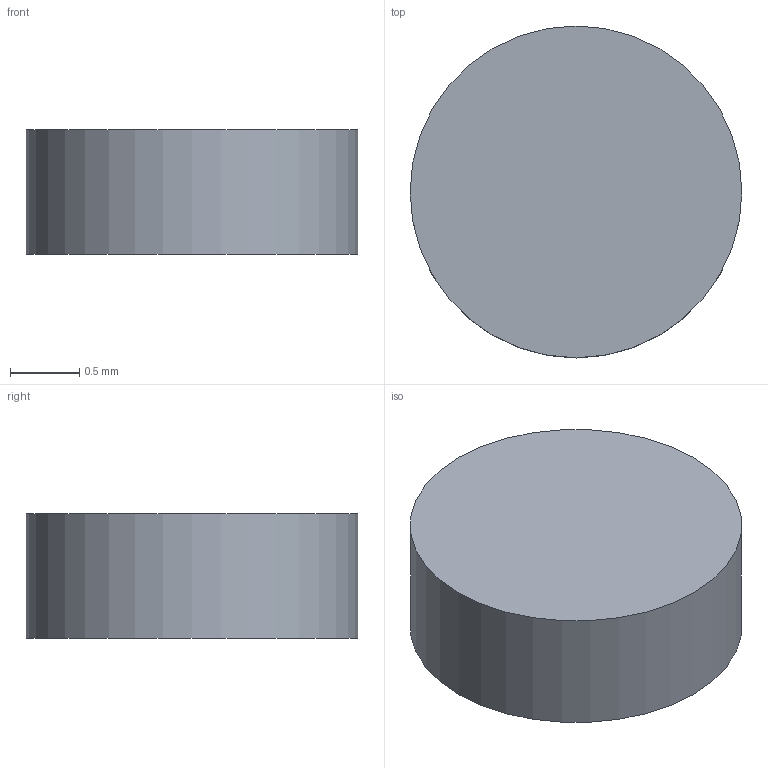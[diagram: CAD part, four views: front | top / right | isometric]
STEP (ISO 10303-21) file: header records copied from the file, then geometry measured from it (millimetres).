
FILE_DESCRIPTION(/* description */ (''),/* implementation_level */ '2;1');
FILE_NAME(/* name */ 'Broadcom - 4-PLCC LENS.step',/* time_stamp */ '2020-04-17T14:52:26+01:00',/* author */ (''),/* organization */ (''),/* preprocessor_version */ 'ST-DEVELOPER v18.1',/* originating_system */ 'Autodesk Translation Framework v9.2.0.1227',/* authorisation */ '');
FILE_SCHEMA (('AUTOMOTIVE_DESIGN { 1 0 10303 214 3 1 1 }'));
Length unit declared in the file: millimetre
Products named in the file (1): Broadcom - 4-PLLC
Bounding box: 2.4 x 2.4 x 0.9 mm (x, y, z)
Volume: 4.1 mm3; surface area: 15.8 mm2
Topology: 1 solids, 1 shells, 3 faces, 3 edges, 2 vertices
Faces by surface type: plane 2, cylinder 1
Full cylindrical faces by diameter (mm): 2.4 x1
Entity records: 114 total; most frequent: DIRECTION 13, CARTESIAN_POINT 9, ORIENTED_EDGE 6, AXIS2_PLACEMENT_3D 6, PRESENTATION_STYLE_ASSIGNMENT 4, SURFACE_STYLE_USAGE 4, SURFACE_SIDE_STYLE 4, SURFACE_STYLE_FILL_AREA 4
